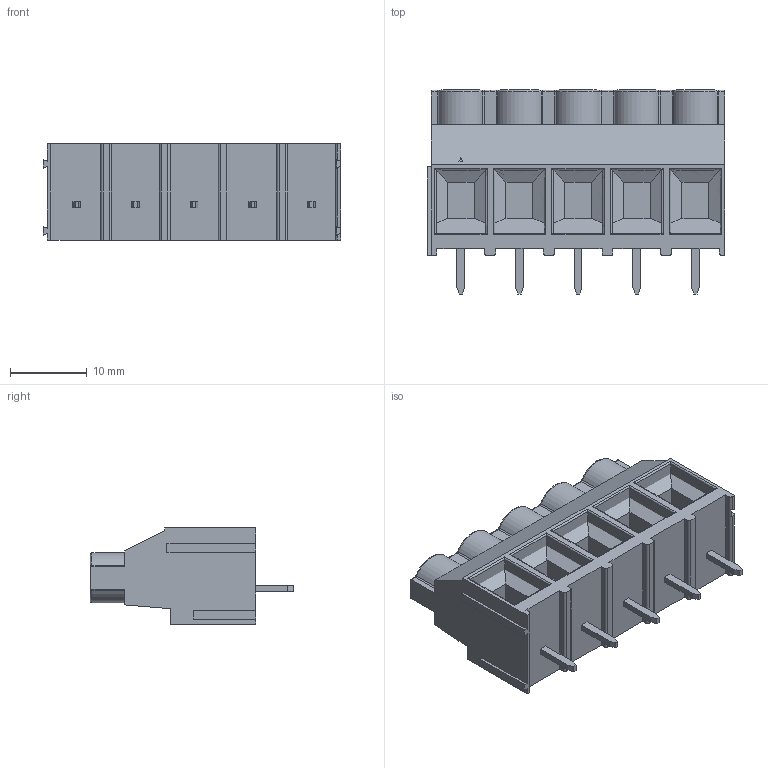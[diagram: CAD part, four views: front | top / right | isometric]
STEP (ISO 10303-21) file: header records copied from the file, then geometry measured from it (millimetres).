
FILE_DESCRIPTION (( 'STEP AP214' ), '1' );
FILE_NAME ('DG636-7.62-05P-14-00AH.STEP', '2021-01-16T22:16:23', ( '' ), ( '' ), 'SwSTEP 2.0', 'SolidWorks 2020', '' );
FILE_SCHEMA (( 'AUTOMOTIVE_DESIGN' ));
Length unit declared in the file: millimetre
Products named in the file (1): DG636-7.62-05P-14-00AH
Bounding box: 38.65 x 26.5 x 12.5 mm (x, y, z)
Volume: 6174.9 mm3; surface area: 4727.4 mm2
Topology: 1 solids, 1 shells, 655 faces, 1755 edges, 1150 vertices
Faces by surface type: plane 329, bspline 192, cylinder 84, torus 50
Entity records: 34204 total; most frequent: CARTESIAN_POINT 14571, ORIENTED_EDGE 3510, DIRECTION 2491, EDGE_CURVE 1755, VERTEX_POINT 1150, VECTOR 1051, LINE 1051, AXIS2_PLACEMENT_3D 720
